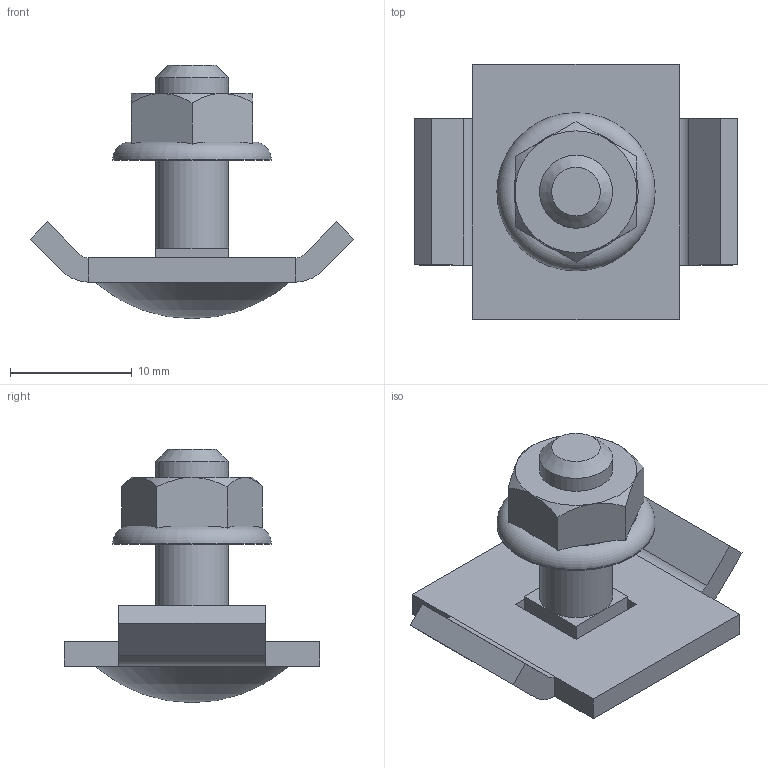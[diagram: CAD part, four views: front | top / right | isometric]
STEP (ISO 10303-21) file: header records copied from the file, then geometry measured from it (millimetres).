
FILE_DESCRIPTION (( 'STEP AP203' ), '1' );
FILE_NAME ('CLW10-MS-20-(INOX) Ñîåäèíèòåëüíûé êîìïëåêò îäèíàðíûé MS20 (INOX).STEP', '2016-03-04T06:46:22', ( '' ), ( '' ), 'SwSTEP 2.0', 'SolidWorks 2014', '' );
FILE_SCHEMA (( 'CONFIG_CONTROL_DESIGN' ));
Length unit declared in the file: millimetre
Products named in the file (1): CLW10-MS-20-(INOX) Ñîåäèíèòåëüíûé êîìïëåêò îäèíàðíûé MS20 (INOX)
Bounding box: 26.57 x 21 x 20.8 mm (x, y, z)
Volume: 2076.8 mm3; surface area: 1861.3 mm2
Topology: 1 solids, 1 shells, 63 faces, 147 edges, 91 vertices
Faces by surface type: plane 47, cylinder 7, cone 7, torus 2
Full cylindrical faces by diameter (mm): 6 x2, 13 x1
Entity records: 1891 total; most frequent: CARTESIAN_POINT 430, ORIENTED_EDGE 280, DIRECTION 276, EDGE_CURVE 140, AXIS2_PLACEMENT_3D 96, VERTEX_POINT 90, LINE 84, VECTOR 84
